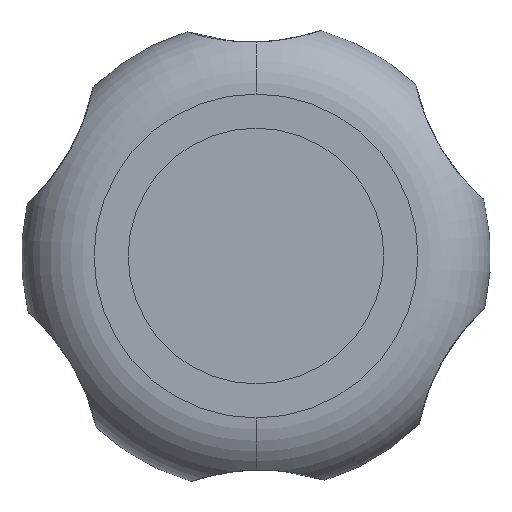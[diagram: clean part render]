
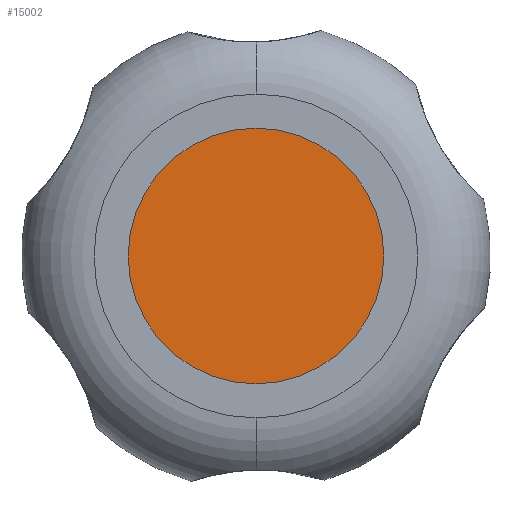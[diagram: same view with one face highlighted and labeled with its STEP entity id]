
A CAD part, left-side view. The second image highlights one B-rep face of the part: STEP entity #15002.
In plain terms, the highlighted planar face has unit normal (-1, 0, 0).
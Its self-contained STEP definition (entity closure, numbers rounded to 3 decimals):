
#2363 = AXIS2_PLACEMENT_3D ( 'NONE', #20500, #20505, #20506 ) ;
#9816 = CIRCLE ( 'NONE', #14315, 8.8 ) ;
#10197 = CIRCLE ( 'NONE', #14529, 8.8 ) ;
#10828 = FACE_OUTER_BOUND ( 'NONE', #16758, .T. ) ;
#13613 = EDGE_CURVE ( 'NONE', #16385, #15916, #9816, .T. ) ;
#14023 = EDGE_CURVE ( 'NONE', #15916, #16385, #10197, .T. ) ;
#14315 = AXIS2_PLACEMENT_3D ( 'NONE', #17155, #17156, #17231 ) ;
#14529 = AXIS2_PLACEMENT_3D ( 'NONE', #18779, #18778, #18777 ) ;
#15002 = ADVANCED_FACE ( 'NONE', ( #10828 ), #20502, .T. ) ;
#15916 = VERTEX_POINT ( 'NONE', #20611 ) ;
#16385 = VERTEX_POINT ( 'NONE', #20891 ) ;
#16758 = EDGE_LOOP ( 'NONE', ( #19832, #19997 ) ) ;
#17155 = CARTESIAN_POINT ( 'NONE',  ( -39.791, 0., 0. ) ) ;
#17156 = DIRECTION ( 'NONE',  ( -1., 0., 0. ) ) ;
#17231 = DIRECTION ( 'NONE',  ( 0., 0., 1. ) ) ;
#18777 = DIRECTION ( 'NONE',  ( 0., 0., 1. ) ) ;
#18778 = DIRECTION ( 'NONE',  ( -1., 0., 0. ) ) ;
#18779 = CARTESIAN_POINT ( 'NONE',  ( -39.791, 0., 0. ) ) ;
#19832 = ORIENTED_EDGE ( 'NONE', *, *, #14023, .T. ) ;
#19997 = ORIENTED_EDGE ( 'NONE', *, *, #13613, .T. ) ;
#20500 = CARTESIAN_POINT ( 'NONE',  ( -39.791, 0., 0. ) ) ;
#20502 = PLANE ( 'NONE',  #2363 ) ;
#20505 = DIRECTION ( 'NONE',  ( -1., 0., 0. ) ) ;
#20506 = DIRECTION ( 'NONE',  ( 0., 0., 1. ) ) ;
#20611 = CARTESIAN_POINT ( 'NONE',  ( -39.791, 0., 8.8 ) ) ;
#20891 = CARTESIAN_POINT ( 'NONE',  ( -39.791, 0., -8.8 ) ) ;
